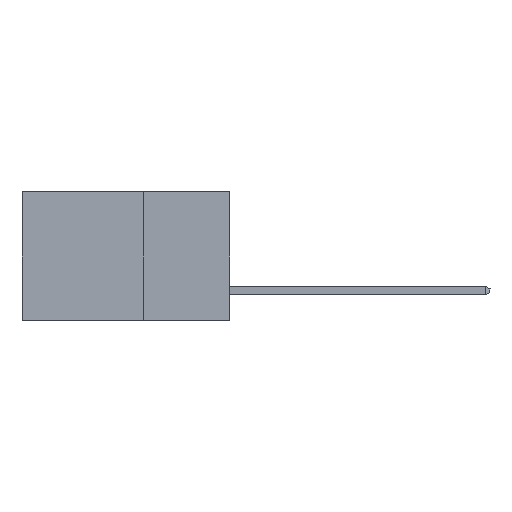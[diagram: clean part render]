
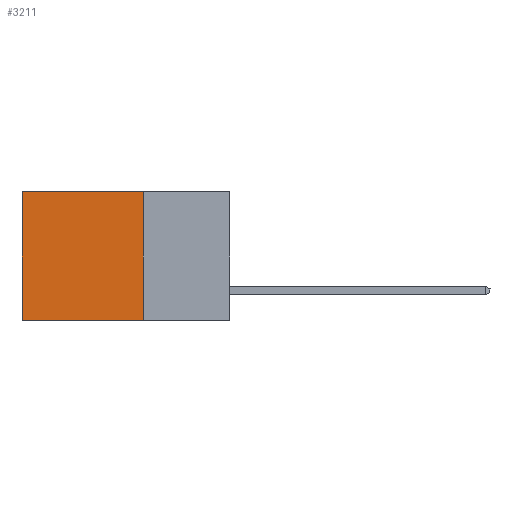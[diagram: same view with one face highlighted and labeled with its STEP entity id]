
A CAD part, left-side view. The second image highlights one B-rep face of the part: STEP entity #3211.
In plain terms, the highlighted planar face has unit normal (-1, 0, 0).
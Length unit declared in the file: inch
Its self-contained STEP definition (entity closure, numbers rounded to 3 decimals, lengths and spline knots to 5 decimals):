
#89 = DIRECTION ( 'NONE',  ( 0., 0., -1. ) ) ;
#98 = VERTEX_POINT ( 'NONE', #1474 ) ;
#413 = ORIENTED_EDGE ( 'NONE', *, *, #7154, .F. ) ;
#462 = DIRECTION ( 'NONE',  ( 0., 0., -1. ) ) ;
#896 = CARTESIAN_POINT ( 'NONE',  ( 0.2615, 0.25, -0.37 ) ) ;
#970 = LINE ( 'NONE', #9670, #11138 ) ;
#1198 = LINE ( 'NONE', #6460, #9836 ) ;
#1474 = CARTESIAN_POINT ( 'NONE',  ( 0.2615, 0.25, 0. ) ) ;
#1920 = ORIENTED_EDGE ( 'NONE', *, *, #6476, .F. ) ;
#2293 = VECTOR ( 'NONE', #89, 39.37008 ) ;
#2658 = EDGE_CURVE ( 'NONE', #7302, #11234, #5074, .T. ) ;
#2870 = PLANE ( 'NONE',  #11211 ) ;
#2872 = DIRECTION ( 'NONE',  ( 0., 1., 0. ) ) ;
#3211 = ADVANCED_FACE ( 'NONE', ( #10848 ), #2870, .F. ) ;
#3662 = VERTEX_POINT ( 'NONE', #6664 ) ;
#4625 = ORIENTED_EDGE ( 'NONE', *, *, #6166, .T. ) ;
#4830 = CARTESIAN_POINT ( 'NONE',  ( 0.2615, 0.6, 0. ) ) ;
#5074 = LINE ( 'NONE', #6693, #8132 ) ;
#5531 = DIRECTION ( 'NONE',  ( 1., 0., 0. ) ) ;
#5567 = EDGE_LOOP ( 'NONE', ( #8432, #413, #1920, #4625 ) ) ;
#6166 = EDGE_CURVE ( 'NONE', #98, #7302, #970, .T. ) ;
#6406 = CARTESIAN_POINT ( 'NONE',  ( 0.2615, 0.25, -0.37 ) ) ;
#6460 = CARTESIAN_POINT ( 'NONE',  ( 0.2615, 0.25, -0.37 ) ) ;
#6476 = EDGE_CURVE ( 'NONE', #98, #3662, #6899, .T. ) ;
#6664 = CARTESIAN_POINT ( 'NONE',  ( 0.2615, 0.25, -0.37 ) ) ;
#6693 = CARTESIAN_POINT ( 'NONE',  ( 0.2615, 0.6, -0.37 ) ) ;
#6899 = LINE ( 'NONE', #896, #2293 ) ;
#7154 = EDGE_CURVE ( 'NONE', #3662, #11234, #1198, .T. ) ;
#7302 = VERTEX_POINT ( 'NONE', #4830 ) ;
#7787 = DIRECTION ( 'NONE',  ( 0., 1., 0. ) ) ;
#8132 = VECTOR ( 'NONE', #462, 39.37008 ) ;
#8350 = CARTESIAN_POINT ( 'NONE',  ( 0.2615, 0.6, -0.37 ) ) ;
#8432 = ORIENTED_EDGE ( 'NONE', *, *, #2658, .T. ) ;
#9092 = DIRECTION ( 'NONE',  ( 0., 0., -1. ) ) ;
#9670 = CARTESIAN_POINT ( 'NONE',  ( 0.2615, 0.25, 0. ) ) ;
#9836 = VECTOR ( 'NONE', #2872, 39.37008 ) ;
#10848 = FACE_OUTER_BOUND ( 'NONE', #5567, .T. ) ;
#11138 = VECTOR ( 'NONE', #7787, 39.37008 ) ;
#11211 = AXIS2_PLACEMENT_3D ( 'NONE', #6406, #5531, #9092 ) ;
#11234 = VERTEX_POINT ( 'NONE', #8350 ) ;
